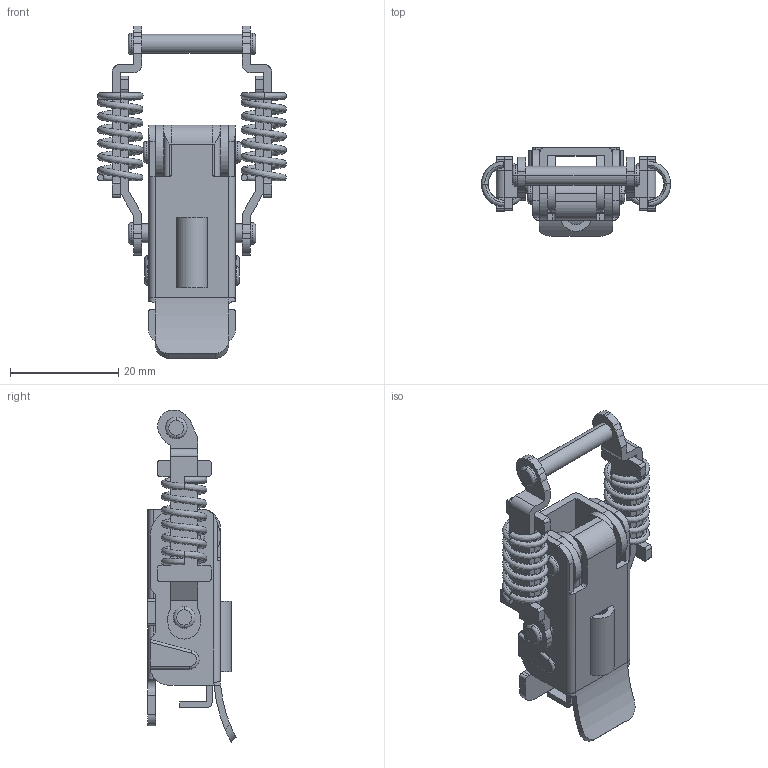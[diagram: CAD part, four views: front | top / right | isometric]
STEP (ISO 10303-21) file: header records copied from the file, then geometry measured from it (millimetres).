
FILE_DESCRIPTION( (''), '2;1');
FILE_NAME ('PC3955.21724.TL_208SUS_2_H_20021.stp','2025-12-02T10:26:13',(''),(''),'spGate 20.6.3 (****-****-****-****)','','');
FILE_SCHEMA (('AUTOMOTIVE_DESIGN'));
Length unit declared in the file: millimetre
Products named in the file (7): Assembly; アーム(A); アーム(B); ベース; レバー(A); レバー(B); スプリング
Assembly tree (7 placements, depth 2):
  Assembly
    アーム(A)
    アーム(B)
    ベース
    レバー(A)
    レバー(B)
    スプリング  x2
Bounding box: 34.91 x 16.3 x 61.3 mm (x, y, z)
Volume: 5572.3 mm3; surface area: 10281.1 mm2
Topology: 7 solids, 7 shells, 386 faces, 1044 edges, 684 vertices
Faces by surface type: plane 195, cylinder 145, bspline 46
Entity records: 21687 total; most frequent: CARTESIAN_POINT 4279, ORIENTED_EDGE 2018, DIRECTION 1890, COLOUR_RGB 1385, PRESENTATION_STYLE_ASSIGNMENT 1385, STYLED_ITEM 1385, EDGE_CURVE 1009, DRAUGHTING_PRE_DEFINED_CURVE_FONT 1009
